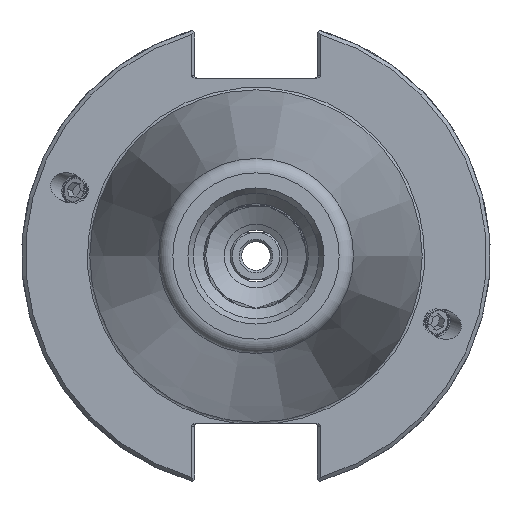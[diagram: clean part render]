
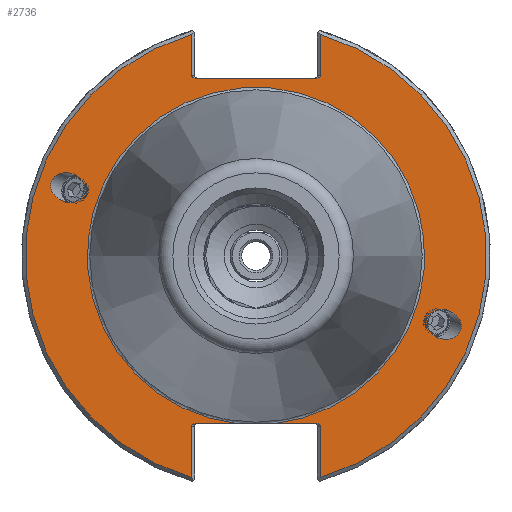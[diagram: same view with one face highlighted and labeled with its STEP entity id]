
A CAD part, left-side view. The second image highlights one B-rep face of the part: STEP entity #2736.
In plain terms, the highlighted planar face has unit normal (-1, 0, 0).
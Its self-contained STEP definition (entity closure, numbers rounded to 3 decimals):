
#561=CARTESIAN_POINT('',(3.175,-35.971,-13.092));
#562=VERTEX_POINT('',#561);
#563=CARTESIAN_POINT('',(3.175,-39.467,-14.365));
#564=DIRECTION('',(1.0,0.0,0.0));
#565=DIRECTION('',(0.0,-0.94,-0.342));
#566=AXIS2_PLACEMENT_3D('',#563,#564,#565);
#567=ELLIPSE('',#566,3.721,3.048);
#568=EDGE_CURVE('',#562,#562,#567,.T.);
#641=CARTESIAN_POINT('',(3.175,35.971,13.092));
#642=VERTEX_POINT('',#641);
#643=CARTESIAN_POINT('',(3.175,39.467,14.365));
#644=DIRECTION('',(1.0,0.0,0.0));
#645=DIRECTION('',(0.0,0.94,0.342));
#646=AXIS2_PLACEMENT_3D('',#643,#644,#645);
#647=ELLIPSE('',#646,3.721,3.048);
#648=EDGE_CURVE('',#642,#642,#647,.T.);
#1474=CARTESIAN_POINT('',(3.175,13.526,37.897));
#1475=VERTEX_POINT('',#1474);
#1482=CARTESIAN_POINT('',(3.175,12.807,37.389));
#1483=VERTEX_POINT('',#1482);
#1484=CARTESIAN_POINT('',(3.175,12.807,37.897));
#1485=DIRECTION('',(-1.0,0.0,0.0));
#1486=DIRECTION('',(0.0,1.0,0.0));
#1487=AXIS2_PLACEMENT_3D('',#1484,#1485,#1486);
#1488=ELLIPSE('',#1487,0.718,0.508);
#1489=EDGE_CURVE('',#1475,#1483,#1488,.T.);
#1585=CARTESIAN_POINT('',(3.175,13.526,46.524));
#1586=VERTEX_POINT('',#1585);
#1593=CARTESIAN_POINT('',(3.175,13.526,46.524));
#1594=DIRECTION('',(0.0,0.0,-1.0));
#1595=VECTOR('',#1594,8.628);
#1596=LINE('',#1593,#1595);
#1597=EDGE_CURVE('',#1586,#1475,#1596,.T.);
#1767=CARTESIAN_POINT('',(3.175,12.807,-35.255));
#1768=VERTEX_POINT('',#1767);
#1775=CARTESIAN_POINT('',(3.175,13.526,-35.763));
#1776=VERTEX_POINT('',#1775);
#1777=CARTESIAN_POINT('',(3.175,12.807,-35.763));
#1778=DIRECTION('',(-1.0,0.0,0.0));
#1779=DIRECTION('',(0.0,1.0,0.0));
#1780=AXIS2_PLACEMENT_3D('',#1777,#1778,#1779);
#1781=ELLIPSE('',#1780,0.718,0.508);
#1782=EDGE_CURVE('',#1768,#1776,#1781,.T.);
#1911=CARTESIAN_POINT('',(3.175,13.526,-46.524));
#1912=VERTEX_POINT('',#1911);
#1913=CARTESIAN_POINT('',(3.175,13.526,-35.763));
#1914=DIRECTION('',(0.0,0.0,-1.0));
#1915=VECTOR('',#1914,10.761);
#1916=LINE('',#1913,#1915);
#1917=EDGE_CURVE('',#1776,#1912,#1916,.T.);
#1942=CARTESIAN_POINT('',(3.175,-13.525,-35.763));
#1943=VERTEX_POINT('',#1942);
#1944=CARTESIAN_POINT('',(3.175,-12.807,-35.255));
#1945=VERTEX_POINT('',#1944);
#1946=CARTESIAN_POINT('',(3.175,-12.807,-35.763));
#1947=DIRECTION('',(-1.0,0.0,0.0));
#1948=DIRECTION('',(0.0,-1.0,0.0));
#1949=AXIS2_PLACEMENT_3D('',#1946,#1947,#1948);
#1950=ELLIPSE('',#1949,0.718,0.508);
#1951=EDGE_CURVE('',#1943,#1945,#1950,.T.);
#2055=CARTESIAN_POINT('',(3.175,-13.525,-46.524));
#2056=VERTEX_POINT('',#2055);
#2063=CARTESIAN_POINT('',(3.175,-13.525,-46.524));
#2064=DIRECTION('',(0.0,0.0,1.0));
#2065=VECTOR('',#2064,10.761);
#2066=LINE('',#2063,#2065);
#2067=EDGE_CURVE('',#2056,#1943,#2066,.T.);
#2253=CARTESIAN_POINT('',(3.175,-12.807,37.389));
#2254=VERTEX_POINT('',#2253);
#2261=CARTESIAN_POINT('',(3.175,-13.525,37.897));
#2262=VERTEX_POINT('',#2261);
#2263=CARTESIAN_POINT('',(3.175,-12.807,37.897));
#2264=DIRECTION('',(-1.0,0.0,0.0));
#2265=DIRECTION('',(0.0,-1.0,0.0));
#2266=AXIS2_PLACEMENT_3D('',#2263,#2264,#2265);
#2267=ELLIPSE('',#2266,0.718,0.508);
#2268=EDGE_CURVE('',#2254,#2262,#2267,.T.);
#2382=CARTESIAN_POINT('',(3.175,-13.525,46.524));
#2383=VERTEX_POINT('',#2382);
#2384=CARTESIAN_POINT('',(3.175,-13.525,37.897));
#2385=DIRECTION('',(0.0,0.0,1.0));
#2386=VECTOR('',#2385,8.628);
#2387=LINE('',#2384,#2386);
#2388=EDGE_CURVE('',#2262,#2383,#2387,.T.);
#2557=CARTESIAN_POINT('',(3.175,12.807,37.389));
#2558=DIRECTION('',(0.0,-1.0,0.0));
#2559=VECTOR('',#2558,25.614);
#2560=LINE('',#2557,#2559);
#2561=EDGE_CURVE('',#1483,#2254,#2560,.T.);
#2639=CARTESIAN_POINT('',(3.175,-3.545,-35.255));
#2640=VERTEX_POINT('',#2639);
#2641=CARTESIAN_POINT('',(3.175,3.545,-35.255));
#2642=VERTEX_POINT('',#2641);
#2677=CARTESIAN_POINT('',(3.175,0.0,0.0));
#2678=DIRECTION('',(-1.0,0.0,0.0));
#2679=DIRECTION('',(0.0,-1.0,0.0));
#2680=AXIS2_PLACEMENT_3D('',#2677,#2678,#2679);
#2681=CIRCLE('',#2680,35.433);
#2682=EDGE_CURVE('',#2640,#2642,#2681,.T.);
#2687=CARTESIAN_POINT('',(3.175,42.069,0.0));
#2688=DIRECTION('',(-1.0,0.0,0.0));
#2689=DIRECTION('',(0.0,0.0,1.0));
#2690=AXIS2_PLACEMENT_3D('',#2687,#2688,#2689);
#2691=PLANE('',#2690);
#2692=ORIENTED_EDGE('',*,*,#2682,.F.);
#2693=CARTESIAN_POINT('',(3.175,-12.807,-35.255));
#2694=DIRECTION('',(0.0,1.0,0.0));
#2695=VECTOR('',#2694,9.262);
#2696=LINE('',#2693,#2695);
#2697=EDGE_CURVE('',#1945,#2640,#2696,.T.);
#2698=ORIENTED_EDGE('',*,*,#2697,.F.);
#2699=ORIENTED_EDGE('',*,*,#1951,.F.);
#2700=ORIENTED_EDGE('',*,*,#2067,.F.);
#2701=CARTESIAN_POINT('',(3.175,0.0,0.0));
#2702=DIRECTION('',(1.0,0.0,0.0));
#2703=DIRECTION('',(0.0,-1.0,0.0));
#2704=AXIS2_PLACEMENT_3D('',#2701,#2702,#2703);
#2705=CIRCLE('',#2704,48.45);
#2706=EDGE_CURVE('',#2383,#2056,#2705,.T.);
#2707=ORIENTED_EDGE('',*,*,#2706,.F.);
#2708=ORIENTED_EDGE('',*,*,#2388,.F.);
#2709=ORIENTED_EDGE('',*,*,#2268,.F.);
#2710=ORIENTED_EDGE('',*,*,#2561,.F.);
#2711=ORIENTED_EDGE('',*,*,#1489,.F.);
#2712=ORIENTED_EDGE('',*,*,#1597,.F.);
#2713=CARTESIAN_POINT('',(3.175,0.0,0.0));
#2714=DIRECTION('',(1.0,0.0,0.0));
#2715=DIRECTION('',(0.0,1.0,0.0));
#2716=AXIS2_PLACEMENT_3D('',#2713,#2714,#2715);
#2717=CIRCLE('',#2716,48.45);
#2718=EDGE_CURVE('',#1912,#1586,#2717,.T.);
#2719=ORIENTED_EDGE('',*,*,#2718,.F.);
#2720=ORIENTED_EDGE('',*,*,#1917,.F.);
#2721=ORIENTED_EDGE('',*,*,#1782,.F.);
#2722=CARTESIAN_POINT('',(3.175,3.545,-35.255));
#2723=DIRECTION('',(0.0,1.0,0.0));
#2724=VECTOR('',#2723,9.262);
#2725=LINE('',#2722,#2724);
#2726=EDGE_CURVE('',#2642,#1768,#2725,.T.);
#2727=ORIENTED_EDGE('',*,*,#2726,.F.);
#2728=EDGE_LOOP('',(#2692,#2698,#2699,#2700,#2707,#2708,#2709,#2710,#2711,#2712,#2719,#2720,#2721,#2727));
#2729=FACE_OUTER_BOUND('',#2728,.T.);
#2730=ORIENTED_EDGE('',*,*,#568,.T.);
#2731=EDGE_LOOP('',(#2730));
#2732=FACE_BOUND('',#2731,.T.);
#2733=ORIENTED_EDGE('',*,*,#648,.T.);
#2734=EDGE_LOOP('',(#2733));
#2735=FACE_BOUND('',#2734,.T.);
#2736=ADVANCED_FACE('',(#2729,#2732,#2735),#2691,.T.);
